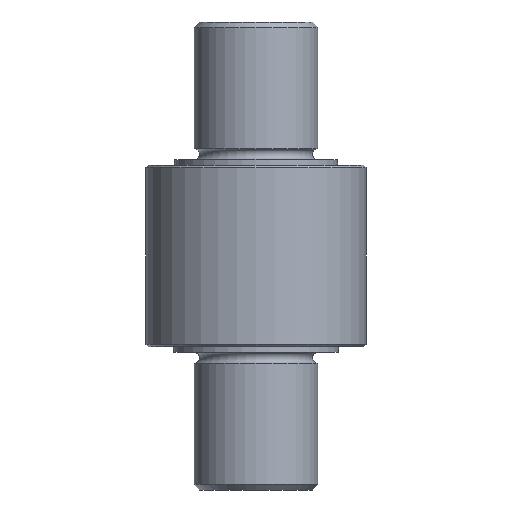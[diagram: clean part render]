
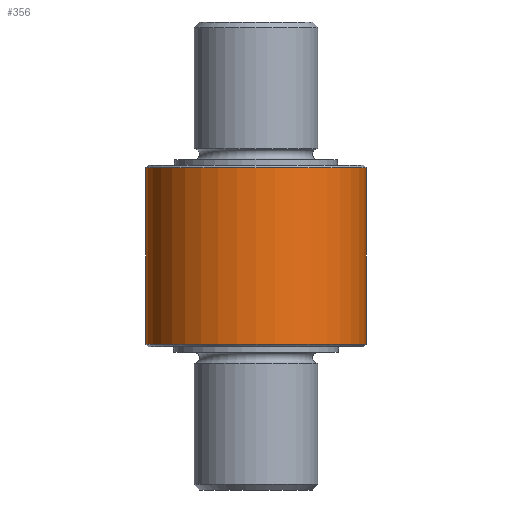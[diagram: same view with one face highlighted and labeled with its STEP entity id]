
A CAD part, left-side view. The second image highlights one B-rep face of the part: STEP entity #356.
In plain terms, the highlighted cylindrical face has radius 40 mm (diameter 80 mm), a full revolution.
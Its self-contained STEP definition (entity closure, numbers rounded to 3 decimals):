
#356 = ADVANCED_FACE( '', ( #701, #702 ), #703, .T. );
#701 = FACE_OUTER_BOUND( '', #1025, .T. );
#702 = FACE_OUTER_BOUND( '', #1026, .T. );
#703 = CYLINDRICAL_SURFACE( '', #1027, 40. );
#1025 = EDGE_LOOP( '', ( #1733 ) );
#1026 = EDGE_LOOP( '', ( #1734 ) );
#1027 = AXIS2_PLACEMENT_3D( '', #1735, #1736, #1737 );
#1733 = ORIENTED_EDGE( '', *, *, #1932, .T. );
#1734 = ORIENTED_EDGE( '', *, *, #1896, .T. );
#1735 = CARTESIAN_POINT( '', ( 0., 0., 125.3 ) );
#1736 = DIRECTION( '', ( 0., 0., -1. ) );
#1737 = DIRECTION( '', ( 1., 0., 0. ) );
#1896 = EDGE_CURVE( '', #2244, #2244, #2245, .T. );
#1932 = EDGE_CURVE( '', #2293, #2293, #2294, .T. );
#2244 = VERTEX_POINT( '', #3300 );
#2245 = CIRCLE( '', #3301, 40. );
#2293 = VERTEX_POINT( '', #3434 );
#2294 = CIRCLE( '', #3435, 40. );
#3300 = CARTESIAN_POINT( '', ( -40., 0., 117. ) );
#3301 = AXIS2_PLACEMENT_3D( '', #3930, #3931, #3932 );
#3434 = CARTESIAN_POINT( '', ( 40., 0., 53. ) );
#3435 = AXIS2_PLACEMENT_3D( '', #3948, #3949, #3950 );
#3930 = CARTESIAN_POINT( '', ( 0., 0., 117. ) );
#3931 = DIRECTION( '', ( 0., 0., -1. ) );
#3932 = DIRECTION( '', ( -1., 0., 0. ) );
#3948 = CARTESIAN_POINT( '', ( 0., 0., 53. ) );
#3949 = DIRECTION( '', ( 0., 0., 1. ) );
#3950 = DIRECTION( '', ( 1., 0., 0. ) );
